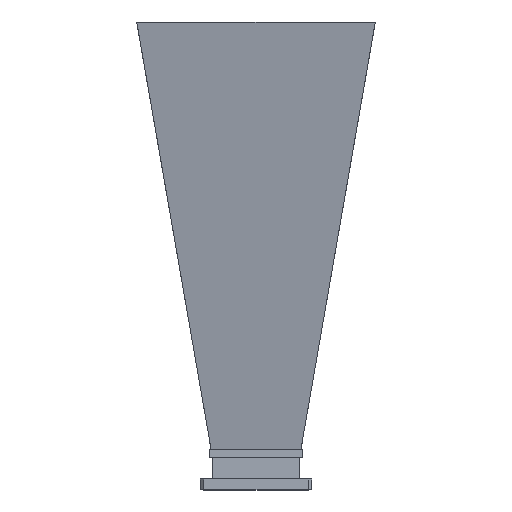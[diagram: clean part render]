
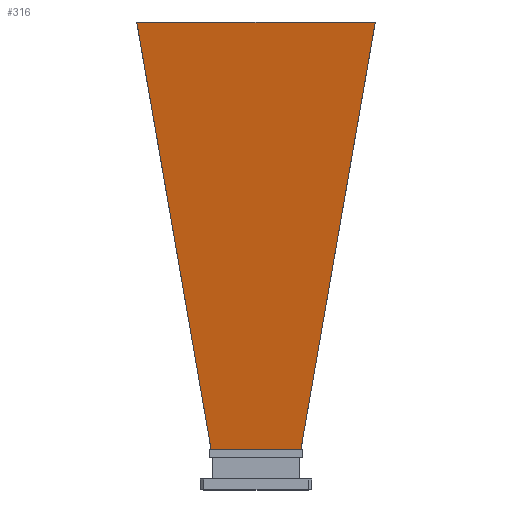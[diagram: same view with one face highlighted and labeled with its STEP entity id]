
A CAD part, top view. The second image highlights one B-rep face of the part: STEP entity #316.
In plain terms, the highlighted planar face has unit normal (0, -0.151, 0.989).
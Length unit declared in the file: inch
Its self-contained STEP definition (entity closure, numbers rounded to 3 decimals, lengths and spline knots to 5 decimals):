
#35 = VERTEX_POINT ( 'NONE', #580 ) ;
#172 = EDGE_LOOP ( 'NONE', ( #461, #660, #1645, #180 ) ) ;
#180 = ORIENTED_EDGE ( 'NONE', *, *, #826, .T. ) ;
#247 = DIRECTION ( 'NONE',  ( -0.169, -0.974, -0.149 ) ) ;
#316 = ADVANCED_FACE ( 'NONE', ( #1478 ), #467, .T. ) ;
#326 = DIRECTION ( 'NONE',  ( 0., -0.151, 0.989 ) ) ;
#402 = EDGE_CURVE ( 'NONE', #958, #35, #1131, .T. ) ;
#456 = DIRECTION ( 'NONE',  ( 0., -0.989, -0.151 ) ) ;
#461 = ORIENTED_EDGE ( 'NONE', *, *, #1082, .F. ) ;
#467 = PLANE ( 'NONE',  #1710 ) ;
#547 = DIRECTION ( 'NONE',  ( 1., 0., 0. ) ) ;
#580 = CARTESIAN_POINT ( 'NONE',  ( -1.543, 0.375, 0.76602 ) ) ;
#660 = ORIENTED_EDGE ( 'NONE', *, *, #1089, .F. ) ;
#679 = CARTESIAN_POINT ( 'NONE',  ( 4.09956, 15.07023, 3.008 ) ) ;
#765 = VECTOR ( 'NONE', #973, 39.37008 ) ;
#799 = LINE ( 'NONE', #1333, #1635 ) ;
#826 = EDGE_CURVE ( 'NONE', #35, #1055, #799, .T. ) ;
#902 = CARTESIAN_POINT ( 'NONE',  ( 4.49675, 17.35328, 3.35631 ) ) ;
#909 = CARTESIAN_POINT ( 'NONE',  ( -17.92529, 15.07023, 3.008 ) ) ;
#958 = VERTEX_POINT ( 'NONE', #1395 ) ;
#973 = DIRECTION ( 'NONE',  ( 0.169, -0.974, -0.149 ) ) ;
#1055 = VERTEX_POINT ( 'NONE', #1715 ) ;
#1082 = EDGE_CURVE ( 'NONE', #1591, #1055, #1151, .T. ) ;
#1089 = EDGE_CURVE ( 'NONE', #958, #1591, #1564, .T. ) ;
#1131 = LINE ( 'NONE', #1666, #765 ) ;
#1151 = LINE ( 'NONE', #902, #1323 ) ;
#1323 = VECTOR ( 'NONE', #247, 39.37008 ) ;
#1333 = CARTESIAN_POINT ( 'NONE',  ( -3.08112, 0.375, 0.76602 ) ) ;
#1395 = CARTESIAN_POINT ( 'NONE',  ( -4.09956, 15.07023, 3.008 ) ) ;
#1478 = FACE_OUTER_BOUND ( 'NONE', #172, .T. ) ;
#1564 = LINE ( 'NONE', #909, #1689 ) ;
#1591 = VERTEX_POINT ( 'NONE', #679 ) ;
#1635 = VECTOR ( 'NONE', #547, 39.37008 ) ;
#1645 = ORIENTED_EDGE ( 'NONE', *, *, #402, .T. ) ;
#1655 = CARTESIAN_POINT ( 'NONE',  ( -17.92529, 15.07023, 3.008 ) ) ;
#1666 = CARTESIAN_POINT ( 'NONE',  ( -4.49675, 17.35328, 3.35631 ) ) ;
#1684 = DIRECTION ( 'NONE',  ( 1., 0., 0. ) ) ;
#1689 = VECTOR ( 'NONE', #1684, 39.37008 ) ;
#1710 = AXIS2_PLACEMENT_3D ( 'NONE', #1655, #326, #456 ) ;
#1715 = CARTESIAN_POINT ( 'NONE',  ( 1.543, 0.375, 0.76602 ) ) ;
